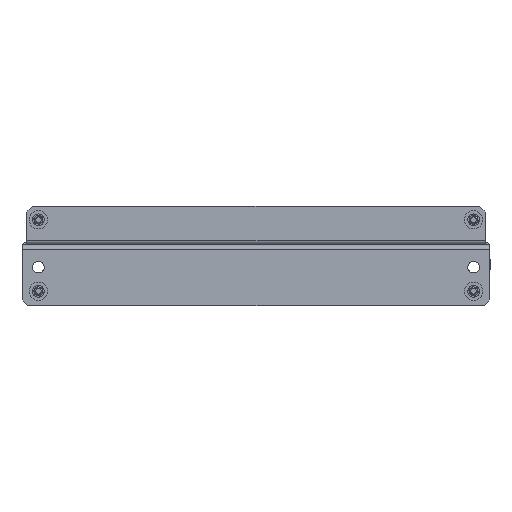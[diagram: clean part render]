
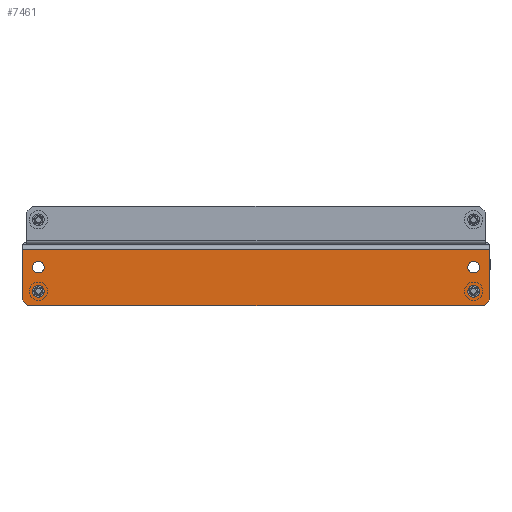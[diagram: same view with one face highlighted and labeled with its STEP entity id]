
A CAD part, left-side view. The second image highlights one B-rep face of the part: STEP entity #7461.
In plain terms, the highlighted face is planar.
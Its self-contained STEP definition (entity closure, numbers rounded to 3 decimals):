
#14 = CARTESIAN_POINT ( 'NONE',  ( 11.25, -1.5, 112.5 ) ) ;
#59 = CARTESIAN_POINT ( 'NONE',  ( 15.75, -1.5, 118. ) ) ;
#61 = CARTESIAN_POINT ( 'NONE',  ( 12.75, -1.5, 121. ) ) ;
#92 = CARTESIAN_POINT ( 'NONE',  ( 5.25, -1.5, -112.5 ) ) ;
#183 = CARTESIAN_POINT ( 'NONE',  ( -7.25, -1.5, -112.5 ) ) ;
#189 = DIRECTION ( 'NONE',  ( 0., 1., 0. ) ) ;
#210 = DIRECTION ( 'NONE',  ( -1., 0., 0. ) ) ;
#253 = CIRCLE ( 'NONE', #3163, 3. ) ;
#269 = VERTEX_POINT ( 'NONE', #968 ) ;
#271 = ORIENTED_EDGE ( 'NONE', *, *, #6150, .F. ) ;
#384 = CARTESIAN_POINT ( 'NONE',  ( 15.75, -1.5, -118. ) ) ;
#393 = EDGE_CURVE ( 'NONE', #3769, #6118, #6528, .T. ) ;
#420 = ORIENTED_EDGE ( 'NONE', *, *, #2949, .T. ) ;
#479 = VECTOR ( 'NONE', #5050, 1000. ) ;
#522 = VERTEX_POINT ( 'NONE', #3301 ) ;
#540 = CARTESIAN_POINT ( 'NONE',  ( 8.25, -1.5, 112.5 ) ) ;
#551 = DIRECTION ( 'NONE',  ( 0., -1., 0. ) ) ;
#619 = LINE ( 'NONE', #2523, #479 ) ;
#635 = AXIS2_PLACEMENT_3D ( 'NONE', #540, #1648, #4263 ) ;
#706 = VERTEX_POINT ( 'NONE', #7274 ) ;
#731 = EDGE_LOOP ( 'NONE', ( #271, #5885 ) ) ;
#811 = AXIS2_PLACEMENT_3D ( 'NONE', #3853, #1451, #210 ) ;
#876 = DIRECTION ( 'NONE',  ( -1., 0., 0. ) ) ;
#930 = LINE ( 'NONE', #3452, #1817 ) ;
#968 = CARTESIAN_POINT ( 'NONE',  ( 5.25, -1.5, 112.5 ) ) ;
#990 = EDGE_LOOP ( 'NONE', ( #6857, #7578 ) ) ;
#1023 = FACE_BOUND ( 'NONE', #731, .T. ) ;
#1138 = ORIENTED_EDGE ( 'NONE', *, *, #3210, .T. ) ;
#1144 = EDGE_CURVE ( 'NONE', #2865, #8143, #619, .T. ) ;
#1214 = DIRECTION ( 'NONE',  ( -1., 0., 0. ) ) ;
#1236 = CARTESIAN_POINT ( 'NONE',  ( -1.25, -1.5, -112.5 ) ) ;
#1410 = LINE ( 'NONE', #6926, #6236 ) ;
#1417 = LINE ( 'NONE', #59, #5118 ) ;
#1451 = DIRECTION ( 'NONE',  ( 0., 1., 0. ) ) ;
#1467 = AXIS2_PLACEMENT_3D ( 'NONE', #1891, #3631, #2435 ) ;
#1577 = DIRECTION ( 'NONE',  ( 0., 1., 0. ) ) ;
#1648 = DIRECTION ( 'NONE',  ( 0., 1., 0. ) ) ;
#1684 = ORIENTED_EDGE ( 'NONE', *, *, #3635, .T. ) ;
#1711 = CARTESIAN_POINT ( 'NONE',  ( 8.25, -1.5, -112.5 ) ) ;
#1799 = EDGE_LOOP ( 'NONE', ( #3474, #7776, #5882, #420, #4982, #2448 ) ) ;
#1801 = FACE_BOUND ( 'NONE', #6712, .T. ) ;
#1802 = VECTOR ( 'NONE', #5613, 1000. ) ;
#1817 = VECTOR ( 'NONE', #5977, 1000. ) ;
#1870 = LINE ( 'NONE', #8149, #3300 ) ;
#1891 = CARTESIAN_POINT ( 'NONE',  ( -4.25, -1.5, -112.5 ) ) ;
#1925 = DIRECTION ( 'NONE',  ( -0.707, 0., 0.707 ) ) ;
#1945 = EDGE_CURVE ( 'NONE', #3221, #8143, #6961, .T. ) ;
#1990 = VERTEX_POINT ( 'NONE', #14 ) ;
#1996 = DIRECTION ( 'NONE',  ( 1., 0., 0. ) ) ;
#2299 = CARTESIAN_POINT ( 'NONE',  ( 12.75, -1.5, -121. ) ) ;
#2347 = FACE_BOUND ( 'NONE', #4011, .T. ) ;
#2435 = DIRECTION ( 'NONE',  ( -1., 0., 0. ) ) ;
#2438 = VERTEX_POINT ( 'NONE', #5993 ) ;
#2448 = ORIENTED_EDGE ( 'NONE', *, *, #1144, .T. ) ;
#2523 = CARTESIAN_POINT ( 'NONE',  ( 12.75, -1.5, -121. ) ) ;
#2705 = EDGE_CURVE ( 'NONE', #3221, #6157, #1417, .T. ) ;
#2750 = CIRCLE ( 'NONE', #4739, 3. ) ;
#2865 = VERTEX_POINT ( 'NONE', #2299 ) ;
#2949 = EDGE_CURVE ( 'NONE', #706, #7562, #930, .T. ) ;
#2977 = AXIS2_PLACEMENT_3D ( 'NONE', #4235, #551, #6747 ) ;
#3009 = PLANE ( 'NONE',  #6095 ) ;
#3163 = AXIS2_PLACEMENT_3D ( 'NONE', #1711, #5525, #1214 ) ;
#3210 = EDGE_CURVE ( 'NONE', #2438, #522, #8029, .T. ) ;
#3221 = VERTEX_POINT ( 'NONE', #4014 ) ;
#3300 = VECTOR ( 'NONE', #4473, 1000. ) ;
#3301 = CARTESIAN_POINT ( 'NONE',  ( -7.25, -1.5, 112.5 ) ) ;
#3379 = DIRECTION ( 'NONE',  ( -1., 0., 0. ) ) ;
#3452 = CARTESIAN_POINT ( 'NONE',  ( -13.25, -1.5, 121. ) ) ;
#3474 = ORIENTED_EDGE ( 'NONE', *, *, #1945, .F. ) ;
#3631 = DIRECTION ( 'NONE',  ( 0., -1., 0. ) ) ;
#3635 = EDGE_CURVE ( 'NONE', #1990, #269, #4465, .T. ) ;
#3769 = VERTEX_POINT ( 'NONE', #1236 ) ;
#3814 = CARTESIAN_POINT ( 'NONE',  ( 15.75, -1.5, 121. ) ) ;
#3821 = CARTESIAN_POINT ( 'NONE',  ( 11.25, -1.5, -112.5 ) ) ;
#3853 = CARTESIAN_POINT ( 'NONE',  ( -4.25, -1.5, 112.5 ) ) ;
#3862 = EDGE_CURVE ( 'NONE', #269, #1990, #2750, .T. ) ;
#4011 = EDGE_LOOP ( 'NONE', ( #4848, #1138 ) ) ;
#4014 = CARTESIAN_POINT ( 'NONE',  ( 15.75, -1.5, 118. ) ) ;
#4235 = CARTESIAN_POINT ( 'NONE',  ( -4.25, -1.5, -112.5 ) ) ;
#4263 = DIRECTION ( 'NONE',  ( -1., 0., 0. ) ) ;
#4465 = CIRCLE ( 'NONE', #635, 3. ) ;
#4473 = DIRECTION ( 'NONE',  ( 1., 0., 0. ) ) ;
#4507 = AXIS2_PLACEMENT_3D ( 'NONE', #7584, #5808, #5115 ) ;
#4739 = AXIS2_PLACEMENT_3D ( 'NONE', #7752, #189, #3379 ) ;
#4848 = ORIENTED_EDGE ( 'NONE', *, *, #8009, .T. ) ;
#4872 = FACE_OUTER_BOUND ( 'NONE', #1799, .T. ) ;
#4982 = ORIENTED_EDGE ( 'NONE', *, *, #6599, .T. ) ;
#5050 = DIRECTION ( 'NONE',  ( 0.707, 0., 0.707 ) ) ;
#5089 = EDGE_CURVE ( 'NONE', #7609, #6586, #253, .T. ) ;
#5115 = DIRECTION ( 'NONE',  ( -1., 0., 0. ) ) ;
#5118 = VECTOR ( 'NONE', #1925, 1000. ) ;
#5494 = FACE_BOUND ( 'NONE', #990, .T. ) ;
#5525 = DIRECTION ( 'NONE',  ( 0., -1., 0. ) ) ;
#5534 = CARTESIAN_POINT ( 'NONE',  ( -15.75, -1.5, 121. ) ) ;
#5613 = DIRECTION ( 'NONE',  ( 0., 0., -1. ) ) ;
#5808 = DIRECTION ( 'NONE',  ( 0., -1., 0. ) ) ;
#5826 = CIRCLE ( 'NONE', #4507, 3. ) ;
#5882 = ORIENTED_EDGE ( 'NONE', *, *, #7042, .F. ) ;
#5885 = ORIENTED_EDGE ( 'NONE', *, *, #5089, .F. ) ;
#5977 = DIRECTION ( 'NONE',  ( 0., 0., -1. ) ) ;
#5993 = CARTESIAN_POINT ( 'NONE',  ( -1.25, -1.5, 112.5 ) ) ;
#6002 = EDGE_CURVE ( 'NONE', #6118, #3769, #6227, .T. ) ;
#6095 = AXIS2_PLACEMENT_3D ( 'NONE', #5534, #8042, #7428 ) ;
#6118 = VERTEX_POINT ( 'NONE', #183 ) ;
#6150 = EDGE_CURVE ( 'NONE', #6586, #7609, #5826, .T. ) ;
#6157 = VERTEX_POINT ( 'NONE', #61 ) ;
#6227 = CIRCLE ( 'NONE', #1467, 3. ) ;
#6235 = CIRCLE ( 'NONE', #811, 3. ) ;
#6236 = VECTOR ( 'NONE', #1996, 1000. ) ;
#6311 = AXIS2_PLACEMENT_3D ( 'NONE', #7938, #1577, #876 ) ;
#6381 = CARTESIAN_POINT ( 'NONE',  ( -13.25, -1.5, -121. ) ) ;
#6528 = CIRCLE ( 'NONE', #2977, 3. ) ;
#6586 = VERTEX_POINT ( 'NONE', #92 ) ;
#6599 = EDGE_CURVE ( 'NONE', #7562, #2865, #1410, .T. ) ;
#6712 = EDGE_LOOP ( 'NONE', ( #7564, #1684 ) ) ;
#6747 = DIRECTION ( 'NONE',  ( -1., 0., 0. ) ) ;
#6857 = ORIENTED_EDGE ( 'NONE', *, *, #6002, .F. ) ;
#6926 = CARTESIAN_POINT ( 'NONE',  ( -15.75, -1.5, -121. ) ) ;
#6961 = LINE ( 'NONE', #3814, #1802 ) ;
#7042 = EDGE_CURVE ( 'NONE', #706, #6157, #1870, .T. ) ;
#7274 = CARTESIAN_POINT ( 'NONE',  ( -13.25, -1.5, 121. ) ) ;
#7428 = DIRECTION ( 'NONE',  ( -1., 0., 0. ) ) ;
#7461 = ADVANCED_FACE ( 'NONE', ( #5494, #1023, #2347, #1801, #4872 ), #3009, .F. ) ;
#7562 = VERTEX_POINT ( 'NONE', #6381 ) ;
#7564 = ORIENTED_EDGE ( 'NONE', *, *, #3862, .T. ) ;
#7578 = ORIENTED_EDGE ( 'NONE', *, *, #393, .F. ) ;
#7584 = CARTESIAN_POINT ( 'NONE',  ( 8.25, -1.5, -112.5 ) ) ;
#7609 = VERTEX_POINT ( 'NONE', #3821 ) ;
#7752 = CARTESIAN_POINT ( 'NONE',  ( 8.25, -1.5, 112.5 ) ) ;
#7776 = ORIENTED_EDGE ( 'NONE', *, *, #2705, .T. ) ;
#7938 = CARTESIAN_POINT ( 'NONE',  ( -4.25, -1.5, 112.5 ) ) ;
#8009 = EDGE_CURVE ( 'NONE', #522, #2438, #6235, .T. ) ;
#8029 = CIRCLE ( 'NONE', #6311, 3. ) ;
#8042 = DIRECTION ( 'NONE',  ( 0., 1., 0. ) ) ;
#8143 = VERTEX_POINT ( 'NONE', #384 ) ;
#8149 = CARTESIAN_POINT ( 'NONE',  ( -15.75, -1.5, 121. ) ) ;
